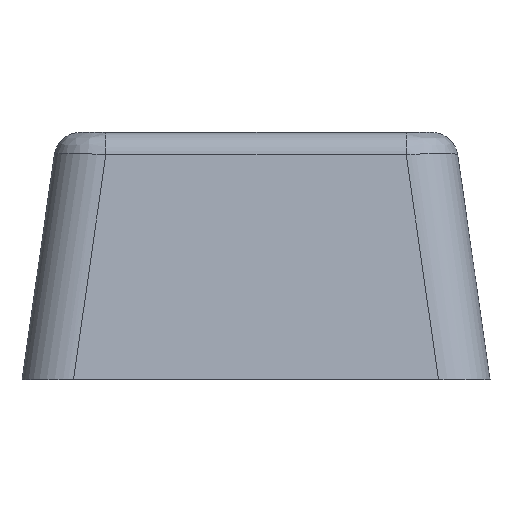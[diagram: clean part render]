
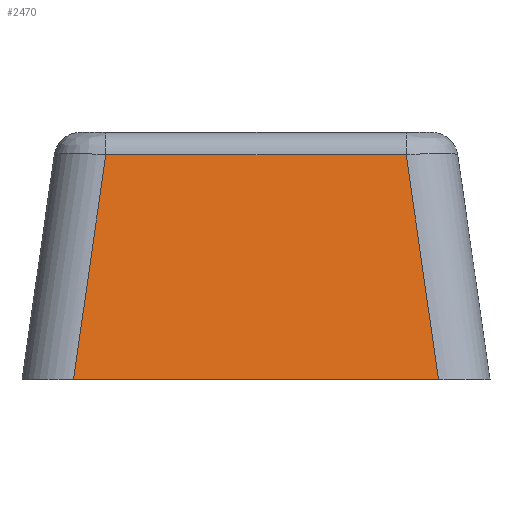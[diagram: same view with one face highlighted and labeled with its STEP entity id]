
A CAD part, left-side view. The second image highlights one B-rep face of the part: STEP entity #2470.
In plain terms, the highlighted planar face has unit normal (-0.99, 0, 0.142).
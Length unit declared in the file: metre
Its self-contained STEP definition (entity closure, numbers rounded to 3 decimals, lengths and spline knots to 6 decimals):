
#329=ORIENTED_EDGE('',*,*,#1071,.T.);
#330=ORIENTED_EDGE('',*,*,#1085,.T.);
#331=ORIENTED_EDGE('',*,*,#1086,.T.);
#332=ORIENTED_EDGE('',*,*,#1087,.T.);
#1071=EDGE_CURVE('',#1450,#1449,#1646,.T.);
#1085=EDGE_CURVE('',#1449,#1463,#1653,.T.);
#1086=EDGE_CURVE('',#1463,#1464,#1654,.F.);
#1087=EDGE_CURVE('',#1464,#1450,#1655,.F.);
#1449=VERTEX_POINT('',#3661);
#1450=VERTEX_POINT('',#3663);
#1463=VERTEX_POINT('',#3691);
#1464=VERTEX_POINT('',#3693);
#1646=LINE('',#3662,#1884);
#1653=LINE('',#3690,#1891);
#1654=LINE('',#3692,#1892);
#1655=LINE('',#3694,#1893);
#1884=VECTOR('',#2931,1.);
#1891=VECTOR('',#2954,1.);
#1892=VECTOR('',#2955,1.);
#1893=VECTOR('',#2956,1.);
#2095=EDGE_LOOP('',(#329,#330,#331,#332));
#2251=FACE_BOUND('',#2095,.T.);
#2399=PLANE('',#2668);
#2470=ADVANCED_FACE('',(#2251),#2399,.T.);
#2668=AXIS2_PLACEMENT_3D('',#3689,#2952,#2953);
#2931=DIRECTION('',(0.,-1.,0.));
#2952=DIRECTION('',(-0.99,0.,0.142));
#2953=DIRECTION('',(0.142,0.,0.99));
#2954=DIRECTION('',(0.141,0.141,0.98));
#2955=DIRECTION('',(0.,-1.,0.));
#2956=DIRECTION('',(0.141,-0.141,0.98));
#3661=CARTESIAN_POINT('',(0.015,-0.03602,0.));
#3662=CARTESIAN_POINT('',(0.015,-0.029,0.));
#3663=CARTESIAN_POINT('',(0.015,-0.02198,0.));
#3689=CARTESIAN_POINT('',(0.015,-0.038,0.));
#3690=CARTESIAN_POINT('',(0.014961,-0.03606,-0.000273));
#3691=CARTESIAN_POINT('',(0.016243,-0.034777,0.008642));
#3692=CARTESIAN_POINT('',(0.016243,-0.038,0.008642));
#3693=CARTESIAN_POINT('',(0.016243,-0.023223,0.008642));
#3694=CARTESIAN_POINT('',(0.015318,-0.022298,0.002213));
